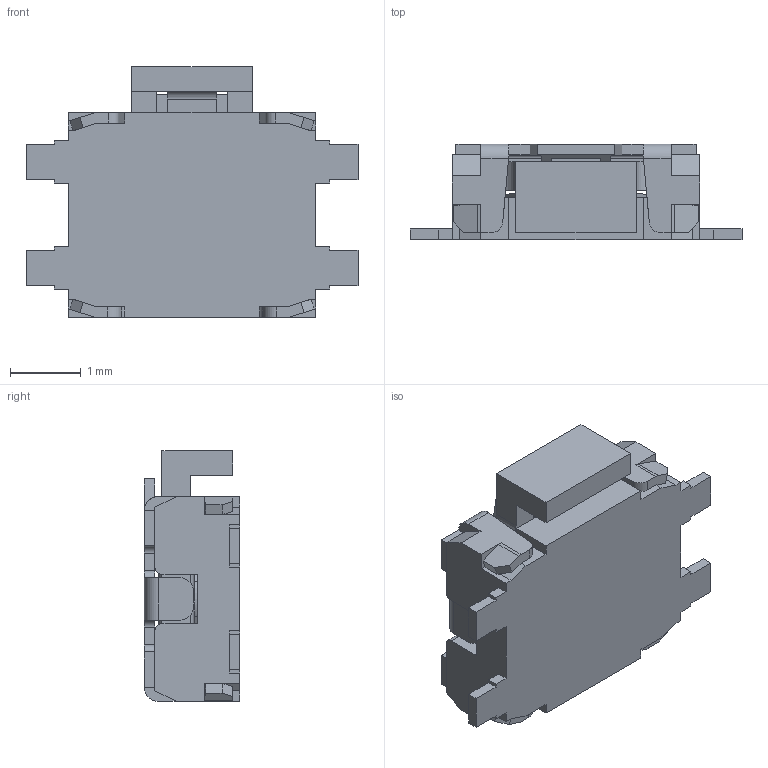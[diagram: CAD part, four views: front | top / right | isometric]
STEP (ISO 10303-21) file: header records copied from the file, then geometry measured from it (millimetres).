
FILE_DESCRIPTION((''),'2;1');
FILE_NAME('Y97M01840FP_G','2013-01-24T',('eric.riffaud'),(''),'PRO/ENGINEER BY PARAMETRIC TECHNOLOGY CORPORATION, 2010160','PRO/ENGINEER BY PARAMETRIC TECHNOLOGY CORPORATION, 2010160','');
FILE_SCHEMA(('CONFIG_CONTROL_DESIGN'));
Length unit declared in the file: millimetre
Products named in the file (1): Y97M01840FP_G
Bounding box: 4.7 x 1.35 x 3.55 mm (x, y, z)
Volume: 10.2 mm3; surface area: 96.7 mm2
Topology: 1 solids, 1 shells, 319 faces, 955 edges, 621 vertices
Faces by surface type: plane 231, cylinder 78, bspline 8, sphere 2
Entity records: 10962 total; most frequent: CARTESIAN_POINT 2217, ORIENTED_EDGE 1906, DIRECTION 1712, EDGE_CURVE 953, VECTOR 758, LINE 758, VERTEX_POINT 621, AXIS2_PLACEMENT_3D 477
